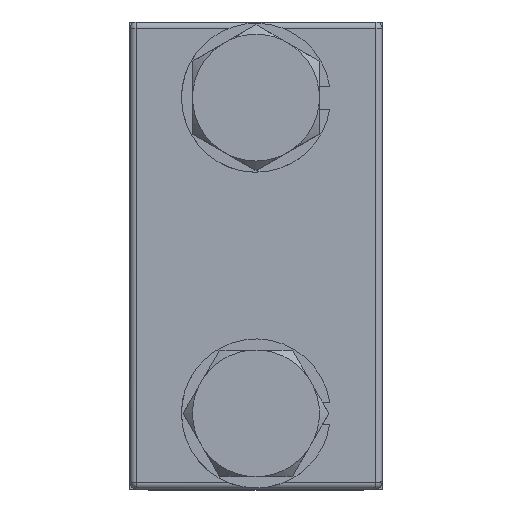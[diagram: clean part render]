
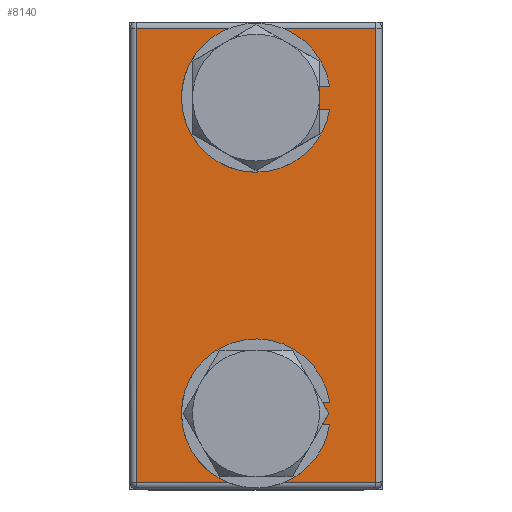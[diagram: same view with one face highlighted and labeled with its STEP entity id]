
A CAD part, top view. The second image highlights one B-rep face of the part: STEP entity #8140.
In plain terms, the highlighted face is planar.
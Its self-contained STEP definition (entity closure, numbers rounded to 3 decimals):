
#5729=DIRECTION('',(0.,1.,0.));
#5730=VECTOR('',#5729,19.);
#5731=CARTESIAN_POINT('',(-18.,-9.5,0.));
#5732=LINE('',#5731,#5730);
#5755=DIRECTION('',(-1.,0.,0.));
#5756=VECTOR('',#5755,36.);
#5757=CARTESIAN_POINT('',(18.,9.5,0.));
#5758=LINE('',#5757,#5756);
#5762=DIRECTION('',(1.,0.,0.));
#5763=VECTOR('',#5762,36.);
#5764=CARTESIAN_POINT('',(-18.,-9.5,0.));
#5765=LINE('',#5764,#5763);
#5769=CARTESIAN_POINT('',(12.5,0.,0.));
#5770=DIRECTION('',(0.,0.,-1.));
#5771=DIRECTION('',(1.,0.,0.));
#5772=AXIS2_PLACEMENT_3D('',#5769,#5770,#5771);
#5777=CARTESIAN_POINT('',(12.5,0.,0.));
#5778=DIRECTION('',(0.,0.,-1.));
#5779=DIRECTION('',(-1.,0.,0.));
#5780=AXIS2_PLACEMENT_3D('',#5777,#5778,#5779);
#5785=CARTESIAN_POINT('',(-12.5,0.,0.));
#5786=DIRECTION('',(0.,0.,-1.));
#5787=DIRECTION('',(1.,0.,0.));
#5788=AXIS2_PLACEMENT_3D('',#5785,#5786,#5787);
#5793=CARTESIAN_POINT('',(-12.5,0.,0.));
#5794=DIRECTION('',(0.,0.,-1.));
#5795=DIRECTION('',(-1.,0.,0.));
#5796=AXIS2_PLACEMENT_3D('',#5793,#5794,#5795);
#6975=DIRECTION('',(0.,-1.,0.));
#6976=VECTOR('',#6975,19.);
#6977=CARTESIAN_POINT('',(18.,9.5,0.));
#6978=LINE('',#6977,#6976);
#7791=CARTESIAN_POINT('',(-18.,-9.5,0.));
#7792=CARTESIAN_POINT('',(-18.,9.5,0.));
#7793=VERTEX_POINT('',#7791);
#7794=VERTEX_POINT('',#7792);
#7795=CARTESIAN_POINT('',(18.,9.5,0.));
#7796=VERTEX_POINT('',#7795);
#7797=CARTESIAN_POINT('',(18.,-9.5,
0.));
#7798=VERTEX_POINT('',#7797);
#7799=CARTESIAN_POINT('',(15.75,0.,0.));
#7800=CARTESIAN_POINT('',(9.25,0.,0.));
#7801=VERTEX_POINT('',#7799);
#7802=VERTEX_POINT('',#7800);
#7803=CARTESIAN_POINT('',(-9.25,0.,0.));
#7804=CARTESIAN_POINT('',(-15.75,0.,0.));
#7805=VERTEX_POINT('',#7803);
#7806=VERTEX_POINT('',#7804);
#8114=CARTESIAN_POINT('',(0.,0.,0.));
#8115=DIRECTION('',(0.,0.,1.));
#8116=DIRECTION('',(0.,1.,0.));
#8117=AXIS2_PLACEMENT_3D('',#8114,#8115,#8116);
#8118=PLANE('',#8117);
#8120=ORIENTED_EDGE('',*,*,#8119,.T.);
#8121=ORIENTED_EDGE('',*,*,#8097,.F.);
#8123=ORIENTED_EDGE('',*,*,#8122,.T.);
#8125=ORIENTED_EDGE('',*,*,#8124,.F.);
#8126=EDGE_LOOP('',(#8120,#8121,#8123,#8125));
#8127=FACE_OUTER_BOUND('',#8126,.F.);
#8129=ORIENTED_EDGE('',*,*,#8128,.T.);
#8131=ORIENTED_EDGE('',*,*,#8130,.T.);
#8132=EDGE_LOOP('',(#8129,#8131));
#8133=FACE_BOUND('',#8132,.F.);
#8135=ORIENTED_EDGE('',*,*,#8134,.T.);
#8137=ORIENTED_EDGE('',*,*,#8136,.T.);
#8138=EDGE_LOOP('',(#8135,#8137));
#8139=FACE_BOUND('',#8138,.F.);
#5773=CIRCLE('',#5772,3.25);
#5781=CIRCLE('',#5780,3.25);
#5789=CIRCLE('',#5788,3.25);
#5797=CIRCLE('',#5796,3.25);
#8097=EDGE_CURVE('',#7793,#7794,#5732,.T.);
#8119=EDGE_CURVE('',#7796,#7794,#5758,.T.);
#8122=EDGE_CURVE('',#7793,#7798,#5765,.T.);
#8124=EDGE_CURVE('',#7796,#7798,#6978,.T.);
#8128=EDGE_CURVE('',#7801,#7802,#5773,.T.);
#8130=EDGE_CURVE('',#7802,#7801,#5781,.T.);
#8134=EDGE_CURVE('',#7805,#7806,#5789,.T.);
#8136=EDGE_CURVE('',#7806,#7805,#5797,.T.);
#8140=ADVANCED_FACE('',(#8127,#8133,#8139),#8118,.F.);
